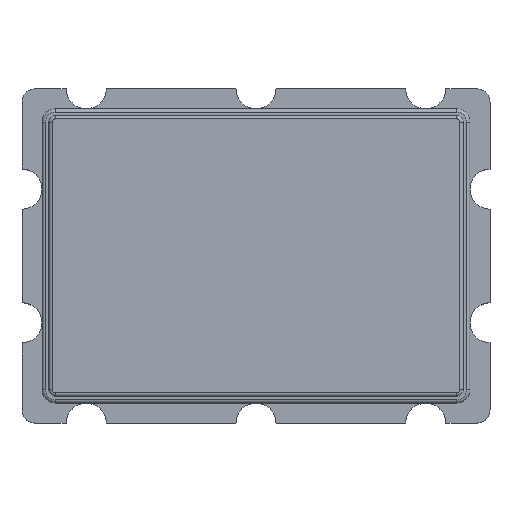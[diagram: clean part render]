
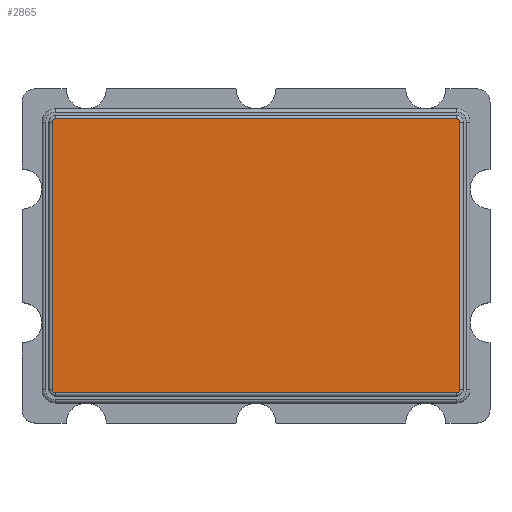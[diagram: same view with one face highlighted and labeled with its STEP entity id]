
A CAD part, top view. The second image highlights one B-rep face of the part: STEP entity #2865.
In plain terms, the highlighted planar face has unit normal (0, 0, 1).
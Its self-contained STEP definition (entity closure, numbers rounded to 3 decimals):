
#66 = DIRECTION ( 'NONE',  ( 1., 0., 0. ) ) ;
#75 = CARTESIAN_POINT ( 'NONE',  ( 3., -2.05, 1.3 ) ) ;
#137 = VERTEX_POINT ( 'NONE', #1594 ) ;
#153 = DIRECTION ( 'NONE',  ( 1., 0., 0. ) ) ;
#293 = CARTESIAN_POINT ( 'NONE',  ( 3.05, 0., 1.3 ) ) ;
#380 = VERTEX_POINT ( 'NONE', #75 ) ;
#395 = EDGE_CURVE ( 'NONE', #916, #380, #2082, .T. ) ;
#473 = EDGE_CURVE ( 'NONE', #4924, #3994, #4461, .T. ) ;
#832 = DIRECTION ( 'NONE',  ( 0., 0., 1. ) ) ;
#887 = ORIENTED_EDGE ( 'NONE', *, *, #4914, .T. ) ;
#916 = VERTEX_POINT ( 'NONE', #2596 ) ;
#930 = DIRECTION ( 'NONE',  ( 0., 0., 1. ) ) ;
#1320 = DIRECTION ( 'NONE',  ( -1., 0., 0. ) ) ;
#1431 = PLANE ( 'NONE',  #6479 ) ;
#1594 = CARTESIAN_POINT ( 'NONE',  ( -3.05, 2., 1.3 ) ) ;
#1707 = EDGE_CURVE ( 'NONE', #5979, #5364, #3796, .T. ) ;
#1711 = CARTESIAN_POINT ( 'NONE',  ( -3., -2., 1.3 ) ) ;
#1810 = CARTESIAN_POINT ( 'NONE',  ( 0., 2.05, 1.3 ) ) ;
#1885 = CARTESIAN_POINT ( 'NONE',  ( 3., 2.05, 1.3 ) ) ;
#1901 = VECTOR ( 'NONE', #4735, 1000. ) ;
#2082 = LINE ( 'NONE', #5719, #1901 ) ;
#2150 = VECTOR ( 'NONE', #1320, 1000. ) ;
#2170 = AXIS2_PLACEMENT_3D ( 'NONE', #5126, #832, #3356 ) ;
#2291 = DIRECTION ( 'NONE',  ( 0., 0., 1. ) ) ;
#2408 = DIRECTION ( 'NONE',  ( 0., 1., 0. ) ) ;
#2596 = CARTESIAN_POINT ( 'NONE',  ( -3., -2.05, 1.3 ) ) ;
#2799 = ORIENTED_EDGE ( 'NONE', *, *, #4205, .T. ) ;
#2809 = EDGE_LOOP ( 'NONE', ( #3843, #887, #6091, #4633, #3779, #2799, #4254, #3530 ) ) ;
#2865 = ADVANCED_FACE ( 'NONE', ( #5610 ), #1431, .T. ) ;
#2918 = EDGE_CURVE ( 'NONE', #3994, #5979, #3958, .T. ) ;
#3011 = CARTESIAN_POINT ( 'NONE',  ( -3.05, 0., 1.3 ) ) ;
#3079 = DIRECTION ( 'NONE',  ( 1., 0., 0. ) ) ;
#3356 = DIRECTION ( 'NONE',  ( 1., 0., 0. ) ) ;
#3530 = ORIENTED_EDGE ( 'NONE', *, *, #2918, .T. ) ;
#3584 = EDGE_CURVE ( 'NONE', #3726, #916, #4279, .T. ) ;
#3726 = VERTEX_POINT ( 'NONE', #6292 ) ;
#3779 = ORIENTED_EDGE ( 'NONE', *, *, #395, .T. ) ;
#3796 = LINE ( 'NONE', #1810, #2150 ) ;
#3843 = ORIENTED_EDGE ( 'NONE', *, *, #1707, .T. ) ;
#3958 = CIRCLE ( 'NONE', #5476, 0.05 ) ;
#3994 = VERTEX_POINT ( 'NONE', #4159 ) ;
#4130 = CIRCLE ( 'NONE', #2170, 0.05 ) ;
#4151 = AXIS2_PLACEMENT_3D ( 'NONE', #5310, #6428, #6291 ) ;
#4159 = CARTESIAN_POINT ( 'NONE',  ( 3.05, 2., 1.3 ) ) ;
#4205 = EDGE_CURVE ( 'NONE', #380, #4924, #4130, .T. ) ;
#4254 = ORIENTED_EDGE ( 'NONE', *, *, #473, .T. ) ;
#4279 = CIRCLE ( 'NONE', #4599, 0.05 ) ;
#4289 = CARTESIAN_POINT ( 'NONE',  ( 3., 2., 1.3 ) ) ;
#4365 = CARTESIAN_POINT ( 'NONE',  ( 3.05, -2., 1.3 ) ) ;
#4461 = LINE ( 'NONE', #293, #6597 ) ;
#4599 = AXIS2_PLACEMENT_3D ( 'NONE', #1711, #2291, #153 ) ;
#4633 = ORIENTED_EDGE ( 'NONE', *, *, #3584, .T. ) ;
#4678 = CIRCLE ( 'NONE', #4151, 0.05 ) ;
#4687 = DIRECTION ( 'NONE',  ( 0., 0., 1. ) ) ;
#4735 = DIRECTION ( 'NONE',  ( 1., 0., 0. ) ) ;
#4914 = EDGE_CURVE ( 'NONE', #5364, #137, #4678, .T. ) ;
#4924 = VERTEX_POINT ( 'NONE', #4365 ) ;
#5093 = DIRECTION ( 'NONE',  ( 0., -1., 0. ) ) ;
#5126 = CARTESIAN_POINT ( 'NONE',  ( 3., -2., 1.3 ) ) ;
#5160 = LINE ( 'NONE', #3011, #5728 ) ;
#5310 = CARTESIAN_POINT ( 'NONE',  ( -3., 2., 1.3 ) ) ;
#5364 = VERTEX_POINT ( 'NONE', #5671 ) ;
#5476 = AXIS2_PLACEMENT_3D ( 'NONE', #4289, #4687, #66 ) ;
#5574 = CARTESIAN_POINT ( 'NONE',  ( 0., 0., 1.3 ) ) ;
#5610 = FACE_OUTER_BOUND ( 'NONE', #2809, .T. ) ;
#5671 = CARTESIAN_POINT ( 'NONE',  ( -3., 2.05, 1.3 ) ) ;
#5719 = CARTESIAN_POINT ( 'NONE',  ( 0., -2.05, 1.3 ) ) ;
#5728 = VECTOR ( 'NONE', #5093, 1000. ) ;
#5784 = EDGE_CURVE ( 'NONE', #137, #3726, #5160, .T. ) ;
#5979 = VERTEX_POINT ( 'NONE', #1885 ) ;
#6091 = ORIENTED_EDGE ( 'NONE', *, *, #5784, .T. ) ;
#6291 = DIRECTION ( 'NONE',  ( 1., 0., 0. ) ) ;
#6292 = CARTESIAN_POINT ( 'NONE',  ( -3.05, -2., 1.3 ) ) ;
#6428 = DIRECTION ( 'NONE',  ( 0., 0., 1. ) ) ;
#6479 = AXIS2_PLACEMENT_3D ( 'NONE', #5574, #930, #3079 ) ;
#6597 = VECTOR ( 'NONE', #2408, 1000. ) ;
